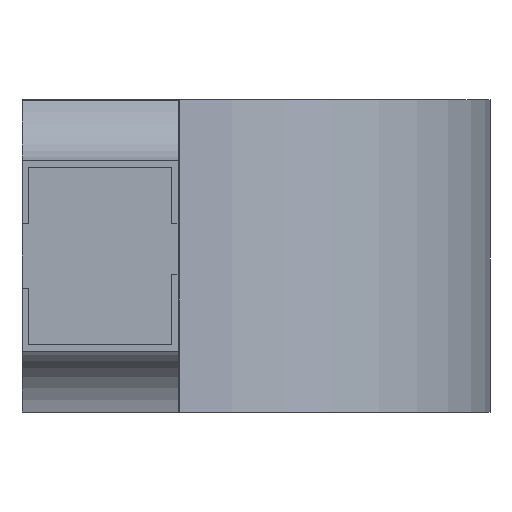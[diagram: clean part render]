
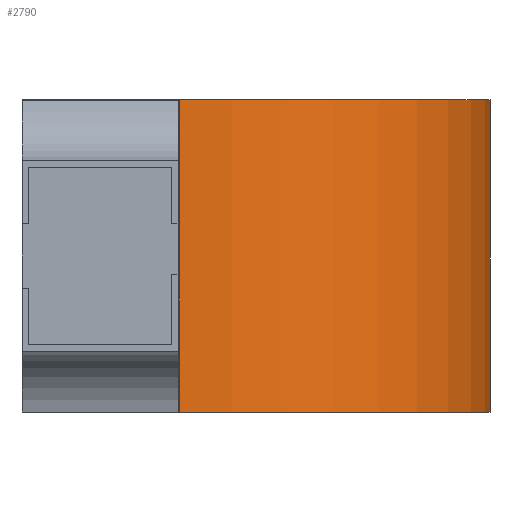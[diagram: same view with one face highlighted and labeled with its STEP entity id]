
A CAD part, left-side view. The second image highlights one B-rep face of the part: STEP entity #2790.
In plain terms, the highlighted cylindrical face has radius 1 mm (diameter 2 mm), a partial arc.
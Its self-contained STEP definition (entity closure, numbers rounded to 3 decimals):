
#2790 = ADVANCED_FACE('',(#2791),#2827,.T.);
#2791 = FACE_BOUND('',#2792,.T.);
#2792 = EDGE_LOOP('',(#2793,#2804,#2812,#2821));
#2793 = ORIENTED_EDGE('',*,*,#2794,.T.);
#2794 = EDGE_CURVE('',#2795,#2797,#2799,.T.);
#2795 = VERTEX_POINT('',#2796);
#2796 = CARTESIAN_POINT('',(-1.,0.248,0.));
#2797 = VERTEX_POINT('',#2798);
#2798 = CARTESIAN_POINT('',(1.,0.248,0.));
#2799 = CIRCLE('',#2800,1.);
#2800 = AXIS2_PLACEMENT_3D('',#2801,#2802,#2803);
#2801 = CARTESIAN_POINT('',(0.,0.248,0.));
#2802 = DIRECTION('',(0.,0.,1.));
#2803 = DIRECTION('',(0.,1.,0.));
#2804 = ORIENTED_EDGE('',*,*,#2805,.F.);
#2805 = EDGE_CURVE('',#2806,#2797,#2808,.T.);
#2806 = VERTEX_POINT('',#2807);
#2807 = CARTESIAN_POINT('',(1.,0.248,1.));
#2808 = LINE('',#2809,#2810);
#2809 = CARTESIAN_POINT('',(1.,0.248,0.));
#2810 = VECTOR('',#2811,1.);
#2811 = DIRECTION('',(-0.,0.,-1.));
#2812 = ORIENTED_EDGE('',*,*,#2813,.F.);
#2813 = EDGE_CURVE('',#2814,#2806,#2816,.T.);
#2814 = VERTEX_POINT('',#2815);
#2815 = CARTESIAN_POINT('',(-1.,0.248,1.));
#2816 = CIRCLE('',#2817,1.);
#2817 = AXIS2_PLACEMENT_3D('',#2818,#2819,#2820);
#2818 = CARTESIAN_POINT('',(0.,0.248,1.));
#2819 = DIRECTION('',(-0.,0.,1.));
#2820 = DIRECTION('',(0.,-1.,0.));
#2821 = ORIENTED_EDGE('',*,*,#2822,.F.);
#2822 = EDGE_CURVE('',#2795,#2814,#2823,.T.);
#2823 = LINE('',#2824,#2825);
#2824 = CARTESIAN_POINT('',(-1.,0.248,0.));
#2825 = VECTOR('',#2826,1.);
#2826 = DIRECTION('',(0.,0.,1.));
#2827 = CYLINDRICAL_SURFACE('',#2828,1.);
#2828 = AXIS2_PLACEMENT_3D('',#2829,#2830,#2831);
#2829 = CARTESIAN_POINT('',(0.,0.248,1.));
#2830 = DIRECTION('',(0.,0.,-1.));
#2831 = DIRECTION('',(0.,1.,0.));
